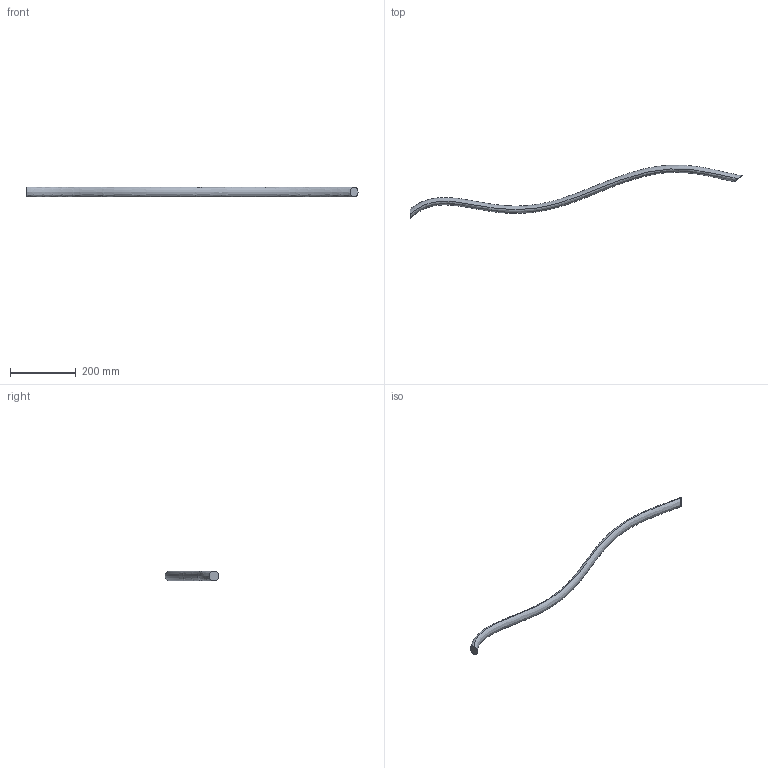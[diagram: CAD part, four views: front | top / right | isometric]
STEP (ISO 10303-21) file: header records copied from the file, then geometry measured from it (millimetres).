
FILE_DESCRIPTION (( 'STEP AP214' ), '1' );
FILE_NAME ('Cavo1.STEP', '2023-12-09T15:51:17', ( '' ), ( '' ), 'SwSTEP 2.0', 'SolidWorks 2021', '' );
FILE_SCHEMA (( 'AUTOMOTIVE_DESIGN' ));
Length unit declared in the file: millimetre
Products named in the file (1): Cavo1
Bounding box: 1011.79 x 164.03 x 30 mm (x, y, z)
Volume: 548276.5 mm3; surface area: 87109.2 mm2
Topology: 1 solids, 1 shells, 4 faces, 6 edges, 4 vertices
Faces by surface type: bspline 2, plane 2
Entity records: 912 total; most frequent: CARTESIAN_POINT 811, DIRECTION 14, ORIENTED_EDGE 12, AXIS2_PLACEMENT_3D 7, EDGE_CURVE 6, EDGE_LOOP 4, ADVANCED_FACE 4, VERTEX_POINT 4
